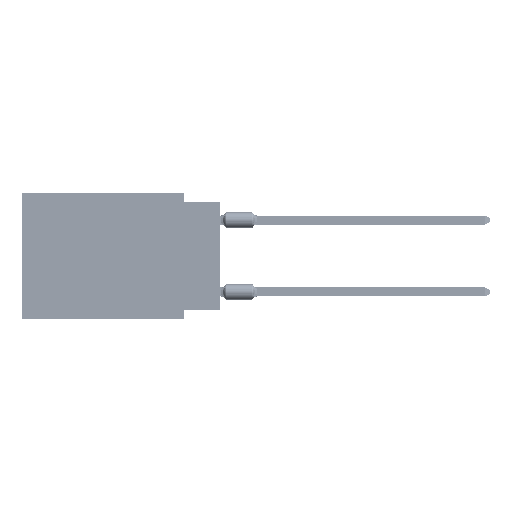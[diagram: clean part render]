
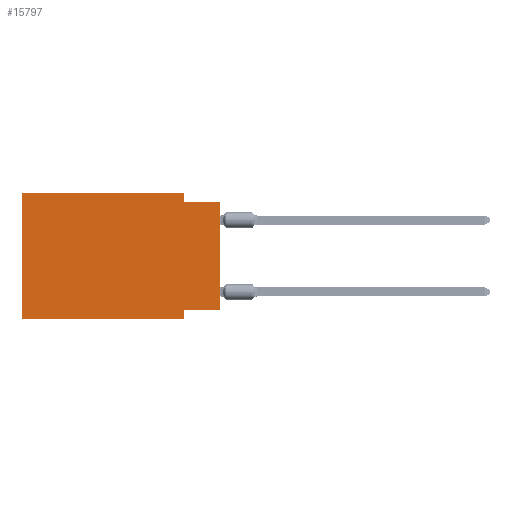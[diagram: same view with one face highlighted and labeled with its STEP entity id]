
A CAD part, left-side view. The second image highlights one B-rep face of the part: STEP entity #15797.
In plain terms, the highlighted planar face has unit normal (-1, 0, 0).
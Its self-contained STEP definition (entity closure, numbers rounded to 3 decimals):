
#1330 = VERTEX_POINT ( 'NONE', #112761 ) ;
#3404 = LINE ( 'NONE', #21515, #65746 ) ;
#6316 = EDGE_CURVE ( 'NONE', #1330, #35772, #55268, .T. ) ;
#7584 = VECTOR ( 'NONE', #53813, 1000. ) ;
#8149 = DIRECTION ( 'NONE',  ( 0., 1., 0. ) ) ;
#12896 = VECTOR ( 'NONE', #29362, 1000. ) ;
#13632 = EDGE_CURVE ( 'NONE', #29775, #35772, #62003, .T. ) ;
#13874 = CARTESIAN_POINT ( 'NONE',  ( 0., 2.54, 0. ) ) ;
#15797 = ADVANCED_FACE ( 'NONE', ( #61847 ), #78823, .F. ) ;
#16802 = VERTEX_POINT ( 'NONE', #19485 ) ;
#17259 = AXIS2_PLACEMENT_3D ( 'NONE', #115058, #114493, #44909 ) ;
#19485 = CARTESIAN_POINT ( 'NONE',  ( 0., 0., -8.255 ) ) ;
#20357 = ORIENTED_EDGE ( 'NONE', *, *, #37997, .T. ) ;
#21515 = CARTESIAN_POINT ( 'NONE',  ( 0., 0., -0.635 ) ) ;
#23274 = ORIENTED_EDGE ( 'NONE', *, *, #98177, .F. ) ;
#24568 = VERTEX_POINT ( 'NONE', #26902 ) ;
#24665 = ORIENTED_EDGE ( 'NONE', *, *, #100711, .F. ) ;
#25104 = LINE ( 'NONE', #104585, #57905 ) ;
#26902 = CARTESIAN_POINT ( 'NONE',  ( 0., 2.54, -0.635 ) ) ;
#27444 = CARTESIAN_POINT ( 'NONE',  ( 0., 13.97, 0. ) ) ;
#28015 = DIRECTION ( 'NONE',  ( 0., -1., 0. ) ) ;
#29362 = DIRECTION ( 'NONE',  ( 0., 0., -1. ) ) ;
#29775 = VERTEX_POINT ( 'NONE', #95493 ) ;
#32747 = CARTESIAN_POINT ( 'NONE',  ( 0., 2.54, -8.89 ) ) ;
#33498 = CARTESIAN_POINT ( 'NONE',  ( 0., 0., 0. ) ) ;
#35356 = ORIENTED_EDGE ( 'NONE', *, *, #37322, .F. ) ;
#35772 = VERTEX_POINT ( 'NONE', #32747 ) ;
#35832 = CARTESIAN_POINT ( 'NONE',  ( 0., 2.54, 0. ) ) ;
#37322 = EDGE_CURVE ( 'NONE', #67662, #45397, #63641, .T. ) ;
#37997 = EDGE_CURVE ( 'NONE', #16802, #62063, #69720, .T. ) ;
#39155 = CARTESIAN_POINT ( 'NONE',  ( 0., 13.97, 0. ) ) ;
#40419 = VECTOR ( 'NONE', #87827, 1000. ) ;
#44008 = VECTOR ( 'NONE', #28015, 1000. ) ;
#44909 = DIRECTION ( 'NONE',  ( 0., 0., -1. ) ) ;
#45397 = VERTEX_POINT ( 'NONE', #13874 ) ;
#46175 = DIRECTION ( 'NONE',  ( 0., 0., 1. ) ) ;
#48242 = DIRECTION ( 'NONE',  ( 0., -1., 0. ) ) ;
#53813 = DIRECTION ( 'NONE',  ( 0., 0., -1. ) ) ;
#55268 = LINE ( 'NONE', #83884, #60643 ) ;
#57905 = VECTOR ( 'NONE', #8149, 1000. ) ;
#60643 = VECTOR ( 'NONE', #48242, 1000. ) ;
#60748 = ORIENTED_EDGE ( 'NONE', *, *, #108979, .F. ) ;
#61847 = FACE_OUTER_BOUND ( 'NONE', #66635, .T. ) ;
#62003 = LINE ( 'NONE', #97661, #7584 ) ;
#62063 = VERTEX_POINT ( 'NONE', #69359 ) ;
#63641 = LINE ( 'NONE', #27444, #44008 ) ;
#65746 = VECTOR ( 'NONE', #92798, 1000. ) ;
#66635 = EDGE_LOOP ( 'NONE', ( #20357, #24665, #60748, #35356, #92667, #68862, #70370, #23274 ) ) ;
#67662 = VERTEX_POINT ( 'NONE', #112458 ) ;
#68862 = ORIENTED_EDGE ( 'NONE', *, *, #6316, .T. ) ;
#69359 = CARTESIAN_POINT ( 'NONE',  ( 0., 0., -0.635 ) ) ;
#69720 = LINE ( 'NONE', #33498, #40419 ) ;
#70370 = ORIENTED_EDGE ( 'NONE', *, *, #13632, .F. ) ;
#78823 = PLANE ( 'NONE',  #17259 ) ;
#81373 = LINE ( 'NONE', #35832, #12896 ) ;
#83561 = LINE ( 'NONE', #39155, #98208 ) ;
#83884 = CARTESIAN_POINT ( 'NONE',  ( 0., 13.97, -8.89 ) ) ;
#87827 = DIRECTION ( 'NONE',  ( 0., 0., 1. ) ) ;
#92008 = EDGE_CURVE ( 'NONE', #1330, #67662, #83561, .T. ) ;
#92667 = ORIENTED_EDGE ( 'NONE', *, *, #92008, .F. ) ;
#92798 = DIRECTION ( 'NONE',  ( 0., -1., 0. ) ) ;
#95493 = CARTESIAN_POINT ( 'NONE',  ( 0., 2.54, -8.255 ) ) ;
#97661 = CARTESIAN_POINT ( 'NONE',  ( 0., 2.54, -8.89 ) ) ;
#98177 = EDGE_CURVE ( 'NONE', #16802, #29775, #25104, .T. ) ;
#98208 = VECTOR ( 'NONE', #46175, 1000. ) ;
#100711 = EDGE_CURVE ( 'NONE', #24568, #62063, #3404, .T. ) ;
#104585 = CARTESIAN_POINT ( 'NONE',  ( 0., 0., -8.255 ) ) ;
#108979 = EDGE_CURVE ( 'NONE', #45397, #24568, #81373, .T. ) ;
#112458 = CARTESIAN_POINT ( 'NONE',  ( 0., 13.97, 0. ) ) ;
#112761 = CARTESIAN_POINT ( 'NONE',  ( 0., 13.97, -8.89 ) ) ;
#114493 = DIRECTION ( 'NONE',  ( 1., 0., 0. ) ) ;
#115058 = CARTESIAN_POINT ( 'NONE',  ( 0., 13.97, 0. ) ) ;
